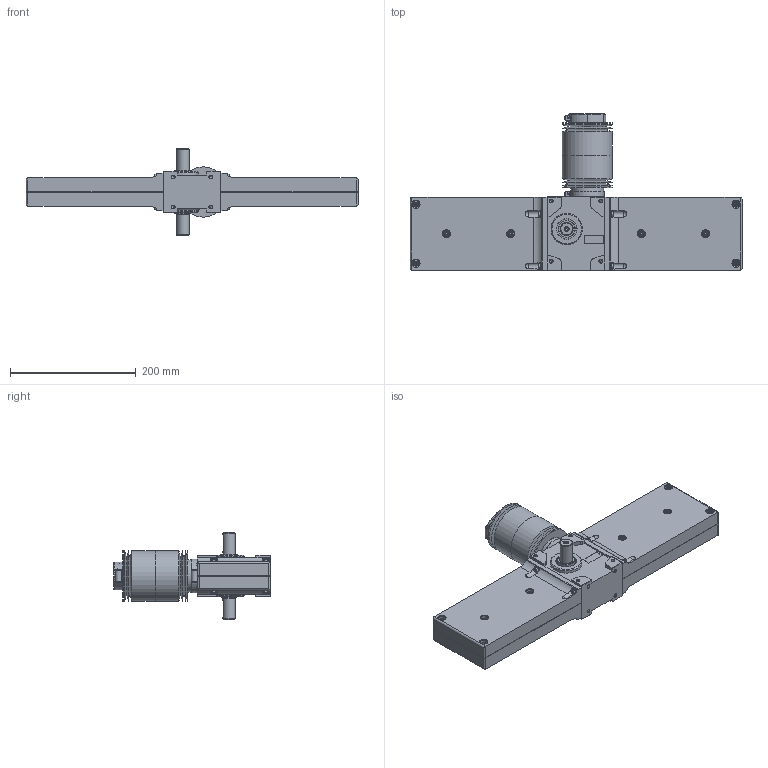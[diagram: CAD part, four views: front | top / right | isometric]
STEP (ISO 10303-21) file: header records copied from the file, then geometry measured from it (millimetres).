
FILE_DESCRIPTION(/* description */ ('STEP AP214'),/* implementation_level */ '2;1');
FILE_NAME(/* name */ 'ZCA35N075ET-J1',/* time_stamp */ '2023-09-22T16:09:04+02:00',/* author */ ('License CC BY-ND 4.0'),/* organization */ ('CADENAS'),/* preprocessor_version */ 'ST-DEVELOPER v19.3',/* originating_system */ 'PARTsolutions',/* authorisation */ ' ');
FILE_SCHEMA (('AUTOMOTIVE_DESIGN {1 0 10303 214 3 1 1}'));
Length unit declared in the file: millimetre
Products named in the file (6): ZCA35N075ET-J1; ZCA35-750_bellows2; ZCA35-750_bellows; ZCA35075_hr; ZCA35075_hl; ZCA35T-J1_ds+is
Assembly tree (5 placements, depth 2):
  ZCA35N075ET-J1
    ZCA35-750_bellows2
    ZCA35-750_bellows
    ZCA35075_hr
    ZCA35075_hl
    ZCA35T-J1_ds+is
Bounding box: 529 x 250 x 138 mm (x, y, z)
Volume: 3483070.6 mm3; surface area: 323895.4 mm2
Topology: 5 solids, 5 shells, 942 faces, 2173 edges, 1376 vertices
Faces by surface type: plane 508, cylinder 228, cone 150, torus 44, sphere 8, bspline 4
Full cylindrical faces by diameter (mm): 3.242 x8, 4.134 x4, 4.917 x20, 5.5 x4, 6.5 x2, 7 x18, 7.6 x8, 8 x8, 8.5 x4, 9.5 x8, 10 x8, 10.5 x3, 11 x19, 19.8 x2, 20 x3, 25 x1, 27 x1, 27.04 x1, 30.44 x1, 32 x2, 36.916 x1, 38.071 x1, 50 x1, 52 x1, 53.6 x1, 80 x4
Entity records: 25342 total; most frequent: CARTESIAN_POINT 4901, DIRECTION 4248, ORIENTED_EDGE 3692, EDGE_CURVE 1846, AXIS2_PLACEMENT_3D 1594, FACE_BOUND 1384, EDGE_LOOP 1364, VERTEX_POINT 1350
